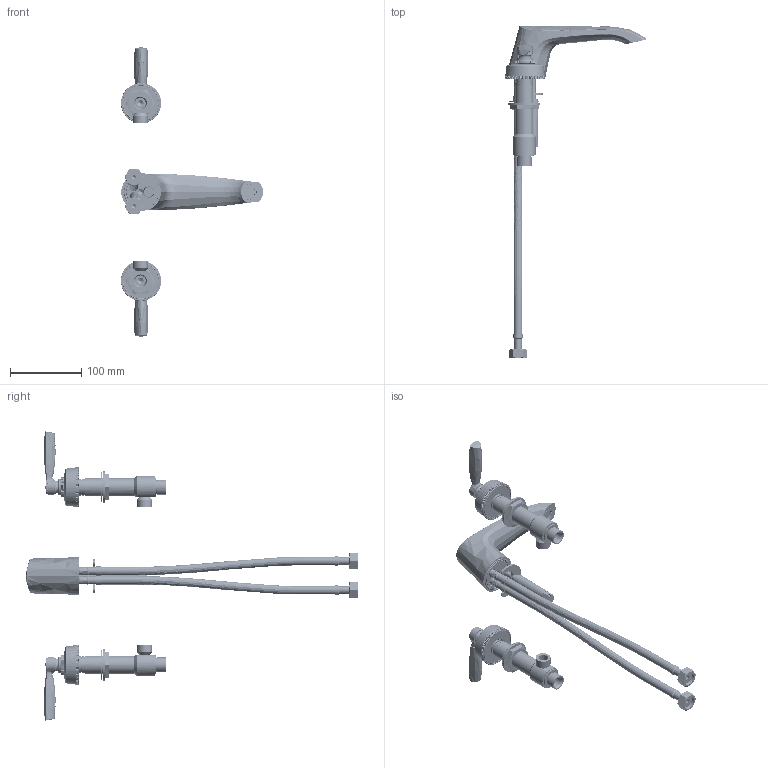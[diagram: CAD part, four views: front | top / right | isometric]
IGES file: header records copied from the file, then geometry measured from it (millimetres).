
Global section: file name: T10KA14-LB; native system: Autodesk Inventor 2020; preprocessor: unknown; author: pbiran; date: 20200521.153612; units: millimetre
Bounding box: 199.89 x 467.07 x 407 mm (x, y, z)
Volume: 538818.5 mm3; surface area: 206530.9 mm2
Topology: 48 solids, 49 shells, 18851 faces, 45846 edges, 27211 vertices
Faces by surface type: bspline 18834, offset 17
